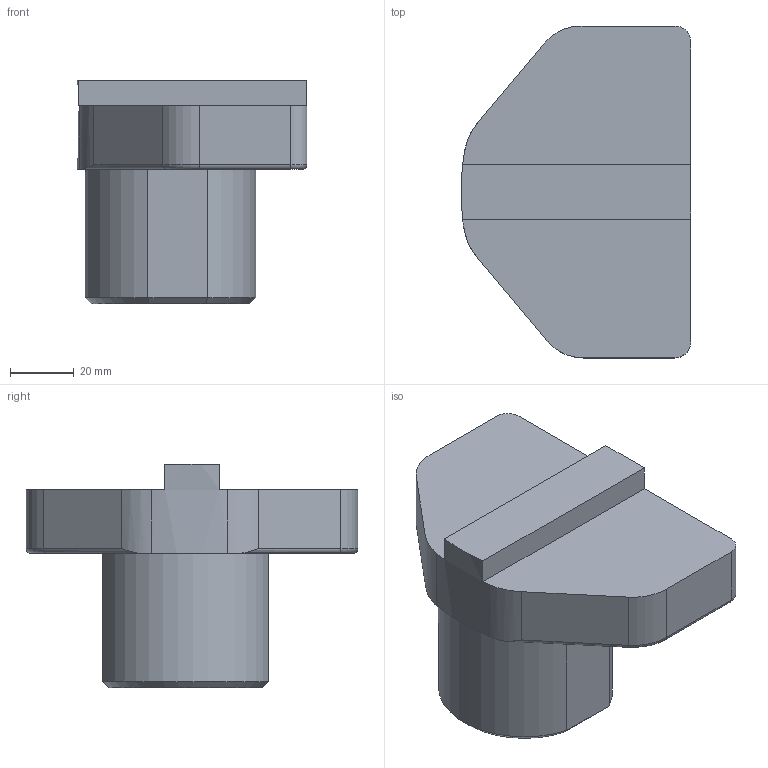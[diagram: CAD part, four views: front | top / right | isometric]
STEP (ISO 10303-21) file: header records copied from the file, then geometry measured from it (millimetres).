
FILE_DESCRIPTION(/* description */ (''),/* implementation_level */ '2;1');
FILE_NAME(/* name */ '1694597815137.stp',/* time_stamp */ '2023-09-13T11:37:00+02:00',/* author */ (''),/* organization */ ('SMS'),/* preprocessor_version */ 'ST-DEVELOPER v16.7',/* originating_system */ 'SIEMENS PLM Software NX 12.0',/* authorisation */ '');
FILE_SCHEMA (('AUTOMOTIVE_DESIGN { 1 0 10303 214 3 1 1 1 }'));
Length unit declared in the file: millimetre
Products named in the file (1): 111169438mod000_02
Bounding box: 71.94 x 104 x 70.15 mm (x, y, z)
Volume: 231558.1 mm3; surface area: 26910 mm2
Topology: 1 solids, 1 shells, 40 faces, 97 edges, 63 vertices
Faces by surface type: plane 20, cylinder 14, torus 4, cone 2
Entity records: 1244 total; most frequent: CARTESIAN_POINT 226, DIRECTION 215, ORIENTED_EDGE 194, EDGE_CURVE 97, AXIS2_PLACEMENT_3D 80, VERTEX_POINT 60, LINE 55, VECTOR 55
